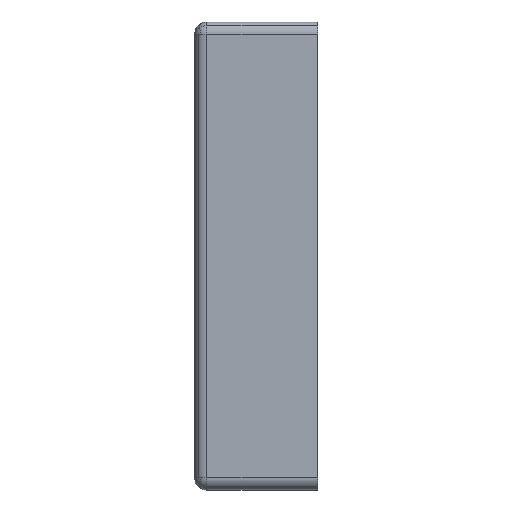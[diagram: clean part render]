
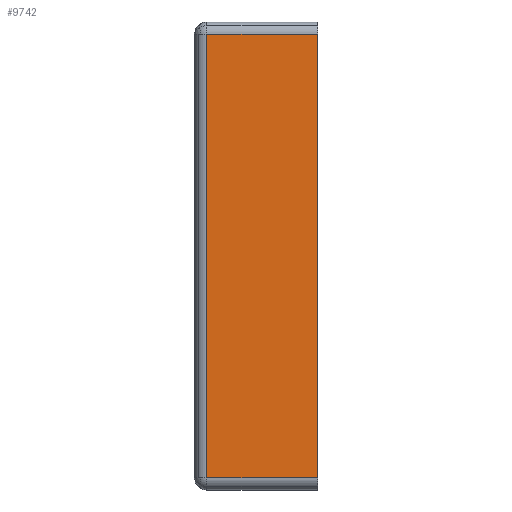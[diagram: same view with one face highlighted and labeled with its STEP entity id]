
A CAD part, left-side view. The second image highlights one B-rep face of the part: STEP entity #9742.
In plain terms, the highlighted planar face has unit normal (-1, 0, 0).
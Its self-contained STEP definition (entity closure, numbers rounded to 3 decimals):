
#311 = VECTOR ( 'NONE', #9699, 1000. ) ;
#380 = LINE ( 'NONE', #9245, #9822 ) ;
#561 = EDGE_LOOP ( 'NONE', ( #7537, #2012, #7766, #1573 ) ) ;
#1114 = CARTESIAN_POINT ( 'NONE',  ( -2.6, 0., 1.8 ) ) ;
#1573 = ORIENTED_EDGE ( 'NONE', *, *, #8310, .F. ) ;
#1603 = CARTESIAN_POINT ( 'NONE',  ( -2.6, 0., 1.8 ) ) ;
#1796 = EDGE_CURVE ( 'NONE', #4120, #8149, #6134, .T. ) ;
#1928 = VERTEX_POINT ( 'NONE', #4374 ) ;
#2012 = ORIENTED_EDGE ( 'NONE', *, *, #5102, .F. ) ;
#3659 = AXIS2_PLACEMENT_3D ( 'NONE', #6474, #9282, #7402 ) ;
#4120 = VERTEX_POINT ( 'NONE', #9018 ) ;
#4374 = CARTESIAN_POINT ( 'NONE',  ( -2.6, 0., -1.8 ) ) ;
#4652 = PLANE ( 'NONE',  #3659 ) ;
#4806 = VECTOR ( 'NONE', #11458, 1000. ) ;
#4853 = DIRECTION ( 'NONE',  ( 0., 0., -1. ) ) ;
#5102 = EDGE_CURVE ( 'NONE', #11170, #4120, #8063, .T. ) ;
#5561 = VECTOR ( 'NONE', #4853, 1000. ) ;
#5620 = LINE ( 'NONE', #10066, #5561 ) ;
#5793 = DIRECTION ( 'NONE',  ( 0., 1., 0. ) ) ;
#6134 = LINE ( 'NONE', #1603, #311 ) ;
#6474 = CARTESIAN_POINT ( 'NONE',  ( -2.6, 0., -1.9 ) ) ;
#7402 = DIRECTION ( 'NONE',  ( 0., 0., 1. ) ) ;
#7537 = ORIENTED_EDGE ( 'NONE', *, *, #1796, .F. ) ;
#7766 = ORIENTED_EDGE ( 'NONE', *, *, #8398, .F. ) ;
#7828 = CARTESIAN_POINT ( 'NONE',  ( -2.6, 0.9, -1.8 ) ) ;
#8063 = LINE ( 'NONE', #8880, #4806 ) ;
#8149 = VERTEX_POINT ( 'NONE', #1114 ) ;
#8310 = EDGE_CURVE ( 'NONE', #8149, #1928, #5620, .T. ) ;
#8398 = EDGE_CURVE ( 'NONE', #1928, #11170, #380, .T. ) ;
#8467 = FACE_OUTER_BOUND ( 'NONE', #561, .T. ) ;
#8880 = CARTESIAN_POINT ( 'NONE',  ( -2.6, 0.9, -0.95 ) ) ;
#9018 = CARTESIAN_POINT ( 'NONE',  ( -2.6, 0.9, 1.8 ) ) ;
#9245 = CARTESIAN_POINT ( 'NONE',  ( -2.6, 0., -1.8 ) ) ;
#9282 = DIRECTION ( 'NONE',  ( -1., 0., 0. ) ) ;
#9699 = DIRECTION ( 'NONE',  ( 0., -1., 0. ) ) ;
#9742 = ADVANCED_FACE ( 'NONE', ( #8467 ), #4652, .T. ) ;
#9822 = VECTOR ( 'NONE', #5793, 1000. ) ;
#10066 = CARTESIAN_POINT ( 'NONE',  ( -2.6, 0., 1.9 ) ) ;
#11170 = VERTEX_POINT ( 'NONE', #7828 ) ;
#11458 = DIRECTION ( 'NONE',  ( 0., 0., 1. ) ) ;
